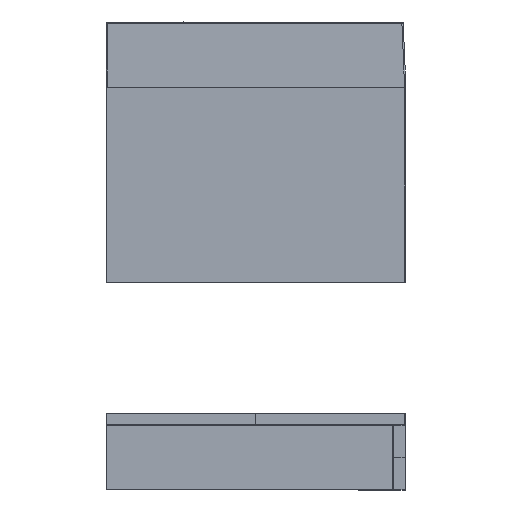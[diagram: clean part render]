
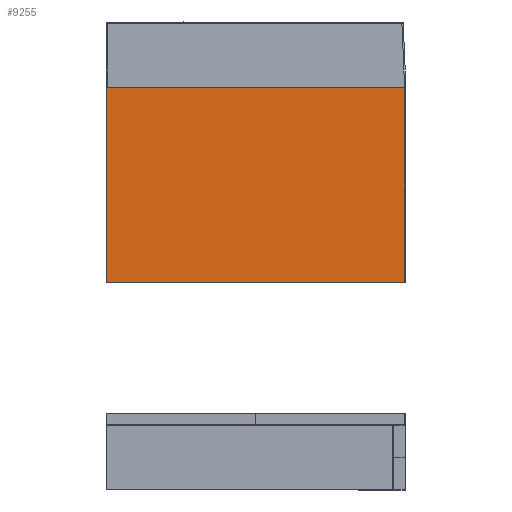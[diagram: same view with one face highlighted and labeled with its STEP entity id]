
A CAD part, left-side view. The second image highlights one B-rep face of the part: STEP entity #9255.
In plain terms, the highlighted face is planar.
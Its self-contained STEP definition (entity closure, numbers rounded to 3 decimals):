
#1237=FACE_OUTER_BOUND('',#1795,.T.);
#1795=EDGE_LOOP('',(#7474,#7475,#7476,#7477));
#2771=LINE('',#14031,#3677);
#2775=LINE('',#14039,#3681);
#2778=LINE('',#14045,#3684);
#2781=LINE('',#14050,#3687);
#3677=VECTOR('',#11664,1.);
#3681=VECTOR('',#11670,1.);
#3684=VECTOR('',#11675,1.);
#3687=VECTOR('',#11680,1.);
#4327=VERTEX_POINT('',#14029);
#4328=VERTEX_POINT('',#14030);
#4331=VERTEX_POINT('',#14038);
#4333=VERTEX_POINT('',#14044);
#5408=EDGE_CURVE('',#4327,#4328,#2771,.T.);
#5412=EDGE_CURVE('',#4331,#4327,#2775,.T.);
#5415=EDGE_CURVE('',#4333,#4331,#2778,.T.);
#5418=EDGE_CURVE('',#4328,#4333,#2781,.T.);
#7474=ORIENTED_EDGE('',*,*,#5408,.F.);
#7475=ORIENTED_EDGE('',*,*,#5412,.F.);
#7476=ORIENTED_EDGE('',*,*,#5415,.F.);
#7477=ORIENTED_EDGE('',*,*,#5418,.F.);
#8871=PLANE('',#9924);
#9255=ADVANCED_FACE('',(#1237),#8871,.F.);
#9924=AXIS2_PLACEMENT_3D('',#14053,#11684,#11685);
#11664=DIRECTION('',(0.,0.,-1.));
#11670=DIRECTION('',(0.,1.,0.));
#11675=DIRECTION('',(0.,0.,1.));
#11680=DIRECTION('',(0.,-1.,0.));
#11684=DIRECTION('center_axis',(-1.,0.,0.));
#11685=DIRECTION('ref_axis',(0.,0.,1.));
#14029=CARTESIAN_POINT('',(0.,-1.,-1.));
#14030=CARTESIAN_POINT('',(0.,-1.,-299.));
#14031=CARTESIAN_POINT('',(0.,-1.,-75.5));
#14038=CARTESIAN_POINT('',(0.,-458.,-1.));
#14039=CARTESIAN_POINT('',(0.,-343.75,-1.));
#14044=CARTESIAN_POINT('',(0.,-458.,-299.));
#14045=CARTESIAN_POINT('',(0.,-458.,-224.5));
#14050=CARTESIAN_POINT('',(0.,-115.25,-299.));
#14053=CARTESIAN_POINT('Origin',(0.,-229.5,-150.));
